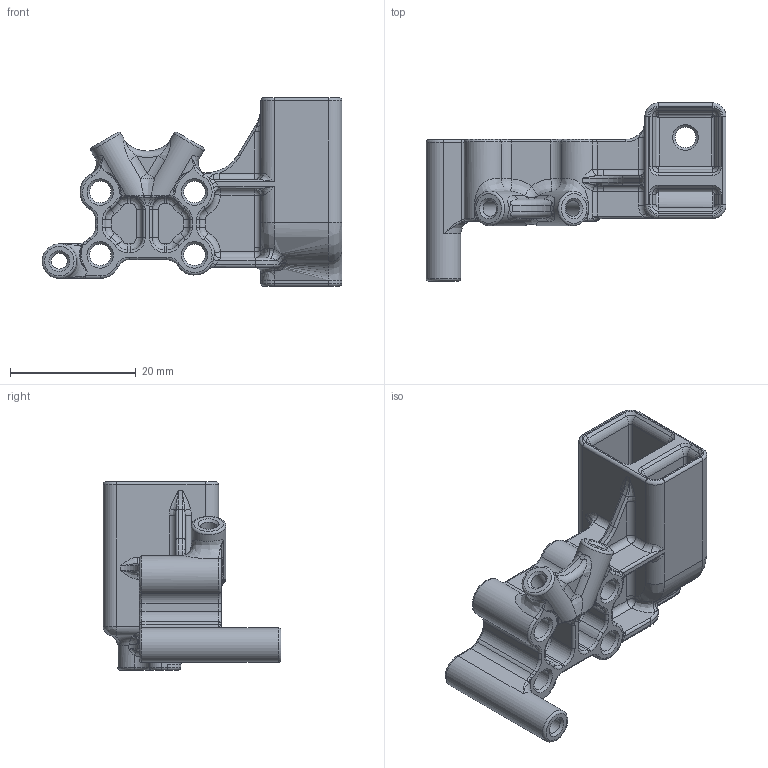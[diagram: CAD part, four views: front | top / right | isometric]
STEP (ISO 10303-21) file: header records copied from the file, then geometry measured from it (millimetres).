
FILE_DESCRIPTION(/* description */ (''),/* implementation_level */ '2;1');
FILE_NAME(/* name */ 'MathyP_DooKi3_SLM_MGN9C_Rear.step',/* time_stamp */ '2024-07-23T13:57:33-04:00',/* author */ (''),/* organization */ (''),/* preprocessor_version */ 'ST-DEVELOPER v20',/* originating_system */ 'Autodesk Translation Framework v13.14.0.145',/* authorisation */ '');
FILE_SCHEMA (('AUTOMOTIVE_DESIGN { 1 0 10303 214 3 1 1 }'));
Length unit declared in the file: millimetre
Products named in the file (1): DooKi3_SLM_Z_MGN9C_Rear
Bounding box: 47.7 x 28.29 x 30 mm (x, y, z)
Volume: 7148.1 mm3; surface area: 7410.1 mm2
Topology: 1 solids, 1 shells, 639 faces, 1526 edges, 859 vertices
Faces by surface type: cylinder 204, bspline 186, torus 121, plane 85, cone 26, sphere 17
Full cylindrical faces by diameter (mm): 2.5 x3, 3.3 x1, 3.4 x4, 5.5 x3
Entity records: 24368 total; most frequent: CARTESIAN_POINT 10386, ORIENTED_EDGE 2990, DIRECTION 2879, EDGE_CURVE 1495, AXIS2_PLACEMENT_3D 1229, VERTEX_POINT 859, CIRCLE 743, EDGE_LOOP 658
